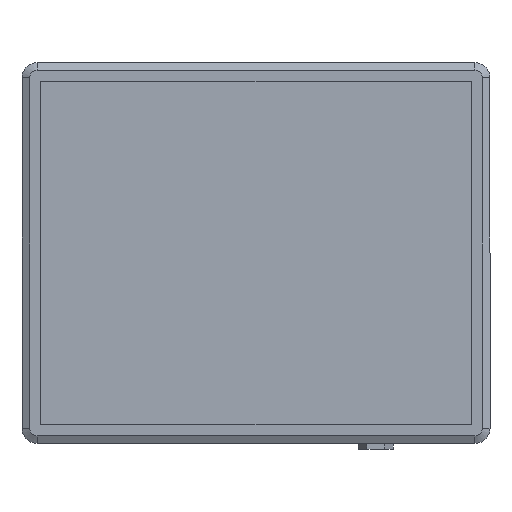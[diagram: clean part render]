
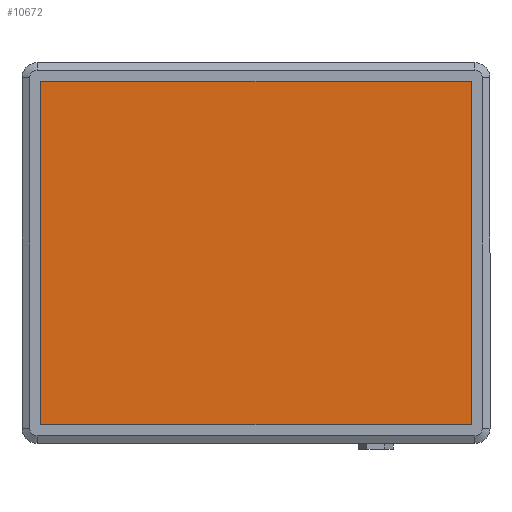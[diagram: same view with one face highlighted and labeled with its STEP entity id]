
A CAD part, top view. The second image highlights one B-rep face of the part: STEP entity #10672.
In plain terms, the highlighted planar face has unit normal (0, 0, 1).
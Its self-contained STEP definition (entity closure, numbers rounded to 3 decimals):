
#89 = CARTESIAN_POINT ( 'NONE',  ( 99., -79., 0.25 ) ) ;
#281 = FACE_OUTER_BOUND ( 'NONE', #7954, .T. ) ;
#346 = CARTESIAN_POINT ( 'NONE',  ( -99., -79., 0.25 ) ) ;
#855 = EDGE_CURVE ( 'NONE', #7862, #11279, #7965, .T. ) ;
#1173 = DIRECTION ( 'NONE',  ( 0., -1., 0. ) ) ;
#1461 = PLANE ( 'NONE',  #11945 ) ;
#2522 = VERTEX_POINT ( 'NONE', #89 ) ;
#3584 = EDGE_CURVE ( 'NONE', #7278, #2522, #6616, .T. ) ;
#4692 = ORIENTED_EDGE ( 'NONE', *, *, #8685, .T. ) ;
#5153 = DIRECTION ( 'NONE',  ( 0., 1., 0. ) ) ;
#5358 = CARTESIAN_POINT ( 'NONE',  ( 99., -79., 0.25 ) ) ;
#5465 = DIRECTION ( 'NONE',  ( -1., 0., 0. ) ) ;
#5609 = EDGE_CURVE ( 'NONE', #2522, #7862, #8916, .T. ) ;
#6572 = CARTESIAN_POINT ( 'NONE',  ( 99., 79., 0.25 ) ) ;
#6616 = LINE ( 'NONE', #5358, #11438 ) ;
#7278 = VERTEX_POINT ( 'NONE', #346 ) ;
#7541 = LINE ( 'NONE', #12624, #9600 ) ;
#7737 = ORIENTED_EDGE ( 'NONE', *, *, #3584, .T. ) ;
#7862 = VERTEX_POINT ( 'NONE', #6572 ) ;
#7903 = CARTESIAN_POINT ( 'NONE',  ( 0., 0., 0.25 ) ) ;
#7954 = EDGE_LOOP ( 'NONE', ( #4692, #7737, #13475, #9402 ) ) ;
#7965 = LINE ( 'NONE', #13050, #10021 ) ;
#8685 = EDGE_CURVE ( 'NONE', #11279, #7278, #7541, .T. ) ;
#8916 = LINE ( 'NONE', #12757, #14030 ) ;
#9402 = ORIENTED_EDGE ( 'NONE', *, *, #855, .T. ) ;
#9600 = VECTOR ( 'NONE', #1173, 1000. ) ;
#9936 = CARTESIAN_POINT ( 'NONE',  ( -99., 79., 0.25 ) ) ;
#10021 = VECTOR ( 'NONE', #15561, 1000. ) ;
#10672 = ADVANCED_FACE ( 'NONE', ( #281 ), #1461, .F. ) ;
#11279 = VERTEX_POINT ( 'NONE', #9936 ) ;
#11438 = VECTOR ( 'NONE', #14043, 1000. ) ;
#11945 = AXIS2_PLACEMENT_3D ( 'NONE', #7903, #14327, #5465 ) ;
#12624 = CARTESIAN_POINT ( 'NONE',  ( -99., 79., 0.25 ) ) ;
#12757 = CARTESIAN_POINT ( 'NONE',  ( 99., 79., 0.25 ) ) ;
#13050 = CARTESIAN_POINT ( 'NONE',  ( 99., 79., 0.25 ) ) ;
#13475 = ORIENTED_EDGE ( 'NONE', *, *, #5609, .T. ) ;
#14030 = VECTOR ( 'NONE', #5153, 1000. ) ;
#14043 = DIRECTION ( 'NONE',  ( 1., 0., 0. ) ) ;
#14327 = DIRECTION ( 'NONE',  ( 0., 0., -1. ) ) ;
#15561 = DIRECTION ( 'NONE',  ( -1., 0., 0. ) ) ;
